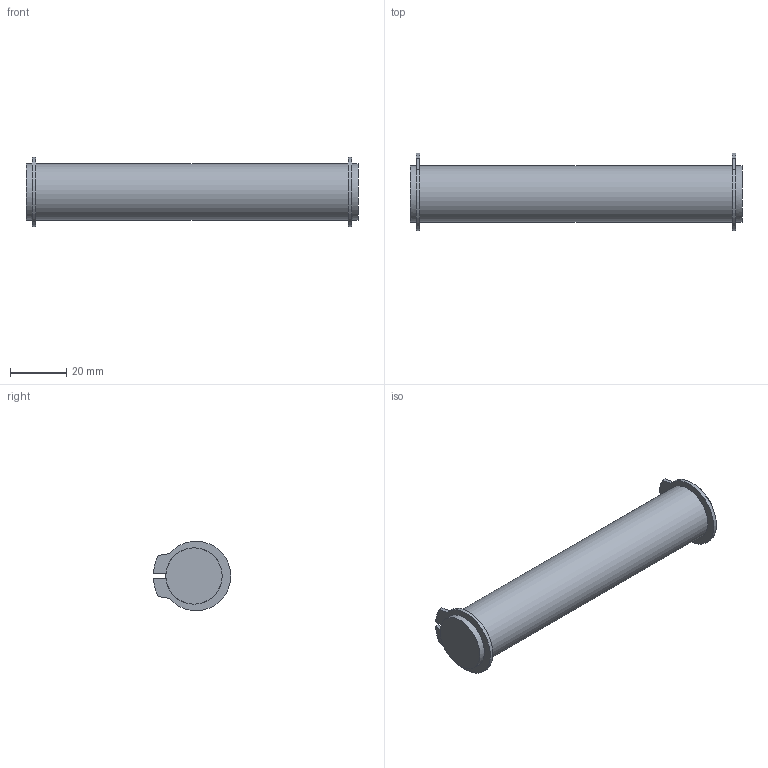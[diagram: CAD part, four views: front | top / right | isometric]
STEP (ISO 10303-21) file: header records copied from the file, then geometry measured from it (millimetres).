
FILE_DESCRIPTION( ( 'STEP AP214' ), '1' );
FILE_NAME( 'Pivot For Female Hinge (AA4) PRC100S(00S).stp', '2020-05-11T08:25:45', ( 'License CC BY-ND 4.0' ), ( 'CADENAS' ), ' ', 'PARTsolutions', ' ' );
FILE_SCHEMA( ( 'AUTOMOTIVE_DESIGN { 1 0 10303 214 1 1 1 1 }' ) );
Length unit declared in the file: millimetre
Products named in the file (1): _Pivot For Female Hinge (AA4) PRC100S(00S)
Bounding box: 118 x 27.52 x 24.7 mm (x, y, z)
Volume: 37594.1 mm3; surface area: 8935.1 mm2
Topology: 1 solids, 1 shells, 29 faces, 71 edges, 44 vertices
Faces by surface type: plane 18, cylinder 11
Full cylindrical faces by diameter (mm): 20 x3
Entity records: 1066 total; most frequent: DIRECTION 152, CARTESIAN_POINT 138, ORIENTED_EDGE 132, EDGE_CURVE 66, AXIS2_PLACEMENT_3D 56, VERTEX_POINT 42, LINE 40, VECTOR 40
